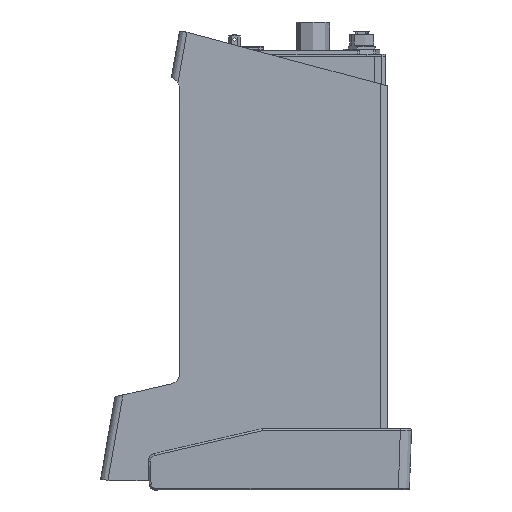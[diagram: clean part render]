
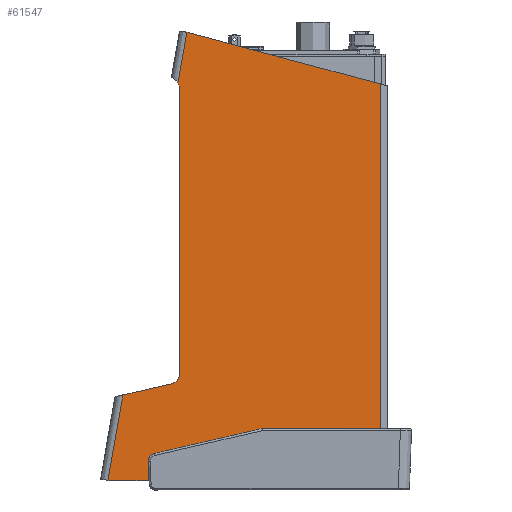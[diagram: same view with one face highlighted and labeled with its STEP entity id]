
A CAD part, left-side view. The second image highlights one B-rep face of the part: STEP entity #61547.
In plain terms, the highlighted planar face has unit normal (-1, 0, 0).
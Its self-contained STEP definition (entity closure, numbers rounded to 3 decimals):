
#727=FACE_BOUND('',#9657,.T.);
#6097=FACE_OUTER_BOUND('',#9656,.T.);
#9656=EDGE_LOOP('',(#51503,#51504,#51505,#51506,#51507,#51508,#51509,#51510,
#51511,#51512,#51513,#51514,#51515,#51516,#51517,#51518,#51519));
#9657=EDGE_LOOP('',(#51520,#51521,#51522,#51523));
#11203=CIRCLE('',#65676,5.);
#11205=CIRCLE('',#65684,5.);
#16314=LINE('',#115055,#22082);
#16320=LINE('',#115093,#22088);
#16326=LINE('',#115142,#22094);
#16343=LINE('',#115308,#22111);
#16344=LINE('',#115310,#22112);
#16345=LINE('',#115311,#22113);
#16346=LINE('',#115313,#22114);
#16347=LINE('',#115315,#22115);
#16348=LINE('',#115317,#22116);
#16349=LINE('',#115319,#22117);
#16350=LINE('',#115321,#22118);
#16351=LINE('',#115323,#22119);
#16352=LINE('',#115325,#22120);
#16353=LINE('',#115327,#22121);
#16354=LINE('',#115328,#22122);
#16355=LINE('',#115331,#22123);
#16356=LINE('',#115333,#22124);
#16357=LINE('',#115335,#22125);
#16358=LINE('',#115336,#22126);
#22082=VECTOR('',#78423,10.);
#22088=VECTOR('',#78441,10.);
#22094=VECTOR('',#78465,10.);
#22111=VECTOR('',#78500,10.);
#22112=VECTOR('',#78501,10.);
#22113=VECTOR('',#78502,10.);
#22114=VECTOR('',#78503,10.);
#22115=VECTOR('',#78504,2.88);
#22116=VECTOR('',#78505,10.);
#22117=VECTOR('',#78506,10.);
#22118=VECTOR('',#78507,10.);
#22119=VECTOR('',#78508,10.);
#22120=VECTOR('',#78509,10.);
#22121=VECTOR('',#78510,10.);
#22122=VECTOR('',#78511,10.);
#22123=VECTOR('',#78512,10.);
#22124=VECTOR('',#78513,10.);
#22125=VECTOR('',#78514,10.);
#22126=VECTOR('',#78515,10.);
#27598=VERTEX_POINT('',#115041);
#27599=VERTEX_POINT('',#115043);
#27603=VERTEX_POINT('',#115053);
#27608=VERTEX_POINT('',#115066);
#27613=VERTEX_POINT('',#115089);
#27623=VERTEX_POINT('',#115133);
#27624=VERTEX_POINT('',#115141);
#27635=VERTEX_POINT('',#115307);
#27636=VERTEX_POINT('',#115309);
#27637=VERTEX_POINT('',#115312);
#27638=VERTEX_POINT('',#115314);
#27639=VERTEX_POINT('',#115316);
#27640=VERTEX_POINT('',#115318);
#27641=VERTEX_POINT('',#115320);
#27642=VERTEX_POINT('',#115322);
#27643=VERTEX_POINT('',#115324);
#27644=VERTEX_POINT('',#115326);
#27645=VERTEX_POINT('',#115329);
#27646=VERTEX_POINT('',#115330);
#27647=VERTEX_POINT('',#115332);
#27648=VERTEX_POINT('',#115334);
#35653=EDGE_CURVE('',#27598,#27599,#11203,.T.);
#35659=EDGE_CURVE('',#27598,#27603,#16314,.T.);
#35670=EDGE_CURVE('',#27613,#27608,#11205,.T.);
#35671=EDGE_CURVE('',#27613,#27599,#16320,.T.);
#35686=EDGE_CURVE('',#27624,#27623,#16326,.T.);
#35710=EDGE_CURVE('',#27623,#27635,#16343,.T.);
#35711=EDGE_CURVE('',#27636,#27635,#16344,.T.);
#35712=EDGE_CURVE('',#27636,#27608,#16345,.T.);
#35713=EDGE_CURVE('',#27603,#27637,#16346,.T.);
#35714=EDGE_CURVE('',#27638,#27637,#16347,.T.);
#35715=EDGE_CURVE('',#27638,#27639,#16348,.T.);
#35716=EDGE_CURVE('',#27639,#27640,#16349,.T.);
#35717=EDGE_CURVE('',#27640,#27641,#16350,.T.);
#35718=EDGE_CURVE('',#27641,#27642,#16351,.T.);
#35719=EDGE_CURVE('',#27642,#27643,#16352,.T.);
#35720=EDGE_CURVE('',#27643,#27644,#16353,.T.);
#35721=EDGE_CURVE('',#27644,#27624,#16354,.T.);
#35722=EDGE_CURVE('',#27645,#27646,#16355,.T.);
#35723=EDGE_CURVE('',#27646,#27647,#16356,.T.);
#35724=EDGE_CURVE('',#27647,#27648,#16357,.T.);
#35725=EDGE_CURVE('',#27648,#27645,#16358,.T.);
#51503=ORIENTED_EDGE('',*,*,#35686,.T.);
#51504=ORIENTED_EDGE('',*,*,#35710,.T.);
#51505=ORIENTED_EDGE('',*,*,#35711,.F.);
#51506=ORIENTED_EDGE('',*,*,#35712,.T.);
#51507=ORIENTED_EDGE('',*,*,#35670,.F.);
#51508=ORIENTED_EDGE('',*,*,#35671,.T.);
#51509=ORIENTED_EDGE('',*,*,#35653,.F.);
#51510=ORIENTED_EDGE('',*,*,#35659,.T.);
#51511=ORIENTED_EDGE('',*,*,#35713,.T.);
#51512=ORIENTED_EDGE('',*,*,#35714,.F.);
#51513=ORIENTED_EDGE('',*,*,#35715,.T.);
#51514=ORIENTED_EDGE('',*,*,#35716,.T.);
#51515=ORIENTED_EDGE('',*,*,#35717,.T.);
#51516=ORIENTED_EDGE('',*,*,#35718,.T.);
#51517=ORIENTED_EDGE('',*,*,#35719,.T.);
#51518=ORIENTED_EDGE('',*,*,#35720,.T.);
#51519=ORIENTED_EDGE('',*,*,#35721,.T.);
#51520=ORIENTED_EDGE('',*,*,#35722,.T.);
#51521=ORIENTED_EDGE('',*,*,#35723,.T.);
#51522=ORIENTED_EDGE('',*,*,#35724,.T.);
#51523=ORIENTED_EDGE('',*,*,#35725,.T.);
#55358=PLANE('',#65703);
#61547=ADVANCED_FACE('',(#6097,#727),#55358,.F.);
#65676=AXIS2_PLACEMENT_3D('',#115044,#78412,#78413);
#65684=AXIS2_PLACEMENT_3D('',#115091,#78437,#78438);
#65703=AXIS2_PLACEMENT_3D('',#115306,#78498,#78499);
#78412=DIRECTION('center_axis',(-1.,0.,0.));
#78413=DIRECTION('ref_axis',(0.,-0.783,-0.623));
#78423=DIRECTION('',(0.,0.974,-0.225));
#78437=DIRECTION('center_axis',(-1.,0.,0.));
#78438=DIRECTION('ref_axis',(0.,-0.906,0.423));
#78441=DIRECTION('',(0.,0.,-1.));
#78465=DIRECTION('',(0.,0.,1.));
#78498=DIRECTION('center_axis',(1.,0.,0.));
#78499=DIRECTION('ref_axis',(0.,0.174,-0.985));
#78500=DIRECTION('',(0.,0.966,0.259));
#78501=DIRECTION('',(0.,-0.985,-0.174));
#78502=DIRECTION('',(0.,0.174,-0.985));
#78503=DIRECTION('',(0.,0.174,-0.985));
#78504=DIRECTION('',(0.,0.985,0.174));
#78505=DIRECTION('',(0.,-1.,0.));
#78506=DIRECTION('',(0.,0.,1.));
#78507=DIRECTION('',(0.,-1.,0.));
#78508=DIRECTION('',(0.,0.,-1.));
#78509=DIRECTION('',(0.,-1.,0.));
#78510=DIRECTION('',(0.,0.,1.));
#78511=DIRECTION('',(0.,-1.,0.));
#78512=DIRECTION('',(0.,-1.,0.));
#78513=DIRECTION('',(0.,0.,-1.));
#78514=DIRECTION('',(0.,1.,0.));
#78515=DIRECTION('',(0.,0.,1.));
#115041=CARTESIAN_POINT('',(-54.,59.071,53.627));
#115043=CARTESIAN_POINT('',(-54.,55.196,58.499));
#115044=CARTESIAN_POINT('Origin',(-54.,60.196,58.499));
#115053=CARTESIAN_POINT('',(-54.,85.773,47.462));
#115055=CARTESIAN_POINT('',(-54.,41.289,57.732));
#115066=CARTESIAN_POINT('',(-54.,56.113,215.67));
#115089=CARTESIAN_POINT('',(-54.,55.196,212.783));
#115091=CARTESIAN_POINT('Origin',(-54.,60.196,212.783));
#115093=CARTESIAN_POINT('',(-54.,55.196,82.088));
#115133=CARTESIAN_POINT('',(-54.,-52.725,214.958));
#115141=CARTESIAN_POINT('',(-54.,-52.725,3.3));
#115142=CARTESIAN_POINT('',(-54.,-52.725,56.478));
#115306=CARTESIAN_POINT('Origin',(-54.,1.962,109.655));
#115307=CARTESIAN_POINT('',(-54.,50.353,242.578));
#115308=CARTESIAN_POINT('',(-54.,11.163,232.077));
#115309=CARTESIAN_POINT('',(-54.,51.338,242.752));
#115310=CARTESIAN_POINT('',(-54.,51.338,242.752));
#115311=CARTESIAN_POINT('',(-54.,72.61,122.113));
#115312=CARTESIAN_POINT('',(-54.,93.882,1.474));
#115313=CARTESIAN_POINT('',(-54.,72.61,122.113));
#115314=CARTESIAN_POINT('',(-54.,92.897,1.3));
#115315=CARTESIAN_POINT('',(-54.,102.792,3.045));
#115316=CARTESIAN_POINT('',(-54.,72.182,1.3));
#115317=CARTESIAN_POINT('',(-54.,37.072,1.3));
#115318=CARTESIAN_POINT('',(-54.,72.182,9.3));
#115319=CARTESIAN_POINT('',(-54.,72.182,59.478));
#115320=CARTESIAN_POINT('',(-54.,68.182,9.3));
#115321=CARTESIAN_POINT('',(-54.,35.072,9.3));
#115322=CARTESIAN_POINT('',(-54.,68.182,1.3));
#115323=CARTESIAN_POINT('',(-54.,68.182,55.478));
#115324=CARTESIAN_POINT('',(-54.,64.182,1.3));
#115325=CARTESIAN_POINT('',(-54.,33.072,1.3));
#115326=CARTESIAN_POINT('',(-54.,64.182,3.3));
#115327=CARTESIAN_POINT('',(-54.,64.182,56.478));
#115328=CARTESIAN_POINT('',(-54.,-27.381,3.3));
#115329=CARTESIAN_POINT('',(-54.,-8.525,26.8));
#115330=CARTESIAN_POINT('',(-54.,-30.525,26.8));
#115331=CARTESIAN_POINT('',(-54.,-14.282,26.8));
#115332=CARTESIAN_POINT('',(-54.,-30.525,15.8));
#115333=CARTESIAN_POINT('',(-54.,-30.525,62.728));
#115334=CARTESIAN_POINT('',(-54.,-8.525,15.8));
#115335=CARTESIAN_POINT('',(-54.,-3.282,15.8));
#115336=CARTESIAN_POINT('',(-54.,-8.525,68.228));
